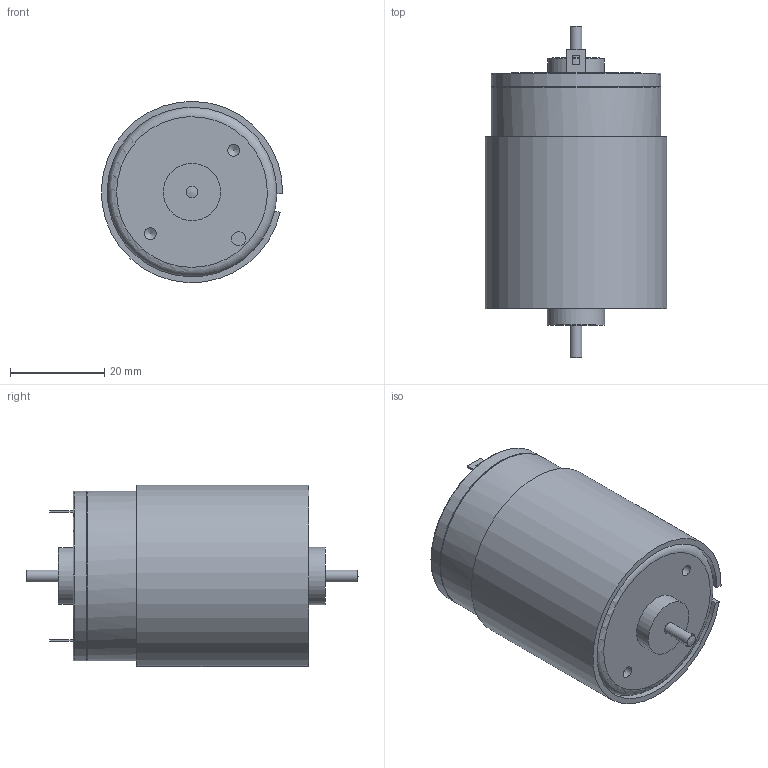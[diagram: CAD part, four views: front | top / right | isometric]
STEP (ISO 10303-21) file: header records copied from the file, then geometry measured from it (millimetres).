
FILE_DESCRIPTION((''),'2;1');
FILE_NAME('TP-3850F.STP','2013-06-14T14:37:58',('SSEGAWA'),(''),'Autodesk Inventor 2010','Autodesk Inventor 2010','');
FILE_SCHEMA(('CONFIG_CONTROL_DESIGN'));
Length unit declared in the file: millimetre
Products named in the file (1): tp_3850f
Bounding box: 38.48 x 70.5 x 38.47 mm (x, y, z)
Volume: 56774.5 mm3; surface area: 9204.8 mm2
Topology: 1 solids, 1 shells, 50 faces, 113 edges, 75 vertices
Faces by surface type: plane 25, bspline 12, cylinder 10, torus 3
Full cylindrical faces by diameter (mm): 2.5 x2, 4.5 x1, 12 x1, 12.2 x1, 35.6 x1, 36 x2
Entity records: 1345 total; most frequent: CARTESIAN_POINT 321, DIRECTION 196, ORIENTED_EDGE 176, EDGE_CURVE 88, EDGE_LOOP 80, AXIS2_PLACEMENT_3D 69, VERTEX_POINT 66, VECTOR 58
